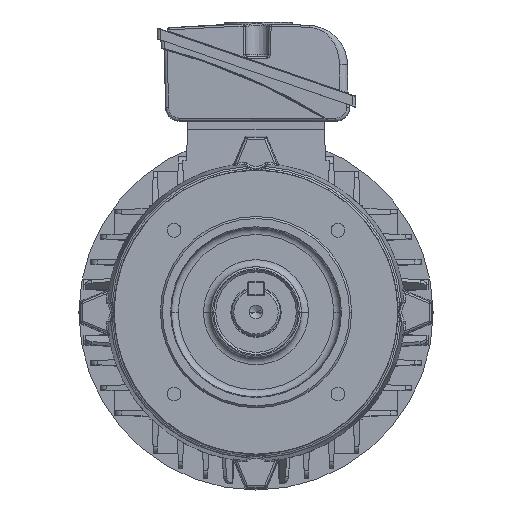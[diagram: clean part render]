
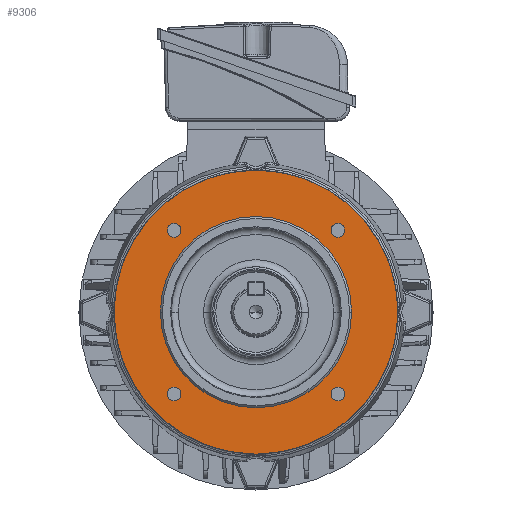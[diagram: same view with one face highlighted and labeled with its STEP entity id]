
A CAD part, top view. The second image highlights one B-rep face of the part: STEP entity #9306.
In plain terms, the highlighted planar face has unit normal (0, 0, 1).
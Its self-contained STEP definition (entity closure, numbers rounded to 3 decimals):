
#608 = CIRCLE ( 'NONE', #45624, 3.4 ) ;
#624 = DIRECTION ( 'NONE',  ( 0., 0., 1. ) ) ;
#794 = ORIENTED_EDGE ( 'NONE', *, *, #18295, .T. ) ;
#1317 = AXIS2_PLACEMENT_3D ( 'NONE', #25107, #41978, #4151 ) ;
#1574 = VERTEX_POINT ( 'NONE', #41861 ) ;
#3195 = CARTESIAN_POINT ( 'NONE',  ( 40.659, 40.659, 7.1 ) ) ;
#4151 = DIRECTION ( 'NONE',  ( 1., 0., 0. ) ) ;
#4186 = AXIS2_PLACEMENT_3D ( 'NONE', #13777, #46365, #51032 ) ;
#5371 = DIRECTION ( 'NONE',  ( 0., 0., 1. ) ) ;
#5691 = EDGE_CURVE ( 'NONE', #15636, #44730, #21980, .T. ) ;
#6125 = DIRECTION ( 'NONE',  ( 1., 0., 0. ) ) ;
#6392 = CARTESIAN_POINT ( 'NONE',  ( -40.659, -40.659, 7.1 ) ) ;
#6414 = CARTESIAN_POINT ( 'NONE',  ( 0., 0., 7.1 ) ) ;
#7023 = EDGE_CURVE ( 'NONE', #37903, #28273, #7070, .T. ) ;
#7070 = CIRCLE ( 'NONE', #28240, 70.526 ) ;
#7135 = AXIS2_PLACEMENT_3D ( 'NONE', #43208, #5371, #10310 ) ;
#7460 = CARTESIAN_POINT ( 'NONE',  ( -44.059, -40.659, 7.1 ) ) ;
#7957 = CARTESIAN_POINT ( 'NONE',  ( 0., 0., 7.1 ) ) ;
#8385 = CARTESIAN_POINT ( 'NONE',  ( 0., 80., 7.1 ) ) ;
#8668 = PLANE ( 'NONE',  #27363 ) ;
#9227 = CARTESIAN_POINT ( 'NONE',  ( 70.526, 0., 7.1 ) ) ;
#9306 = ADVANCED_FACE ( 'NONE', ( #25215, #17241, #41553, #13111, #16960, #46507 ), #8668, .T. ) ;
#9825 = DIRECTION ( 'NONE',  ( 0., 0., 1. ) ) ;
#10299 = EDGE_LOOP ( 'NONE', ( #19988, #43135 ) ) ;
#10310 = DIRECTION ( 'NONE',  ( 1., 0., 0. ) ) ;
#10427 = EDGE_CURVE ( 'NONE', #25094, #23801, #22988, .T. ) ;
#11106 = EDGE_CURVE ( 'NONE', #1574, #47885, #22171, .T. ) ;
#11224 = EDGE_LOOP ( 'NONE', ( #50543, #17869 ) ) ;
#12868 = DIRECTION ( 'NONE',  ( 0., 0., 1. ) ) ;
#13111 = FACE_BOUND ( 'NONE', #10299, .T. ) ;
#13287 = VERTEX_POINT ( 'NONE', #39502 ) ;
#13617 = ORIENTED_EDGE ( 'NONE', *, *, #28041, .F. ) ;
#13777 = CARTESIAN_POINT ( 'NONE',  ( -40.659, 40.659, 7.1 ) ) ;
#14563 = CIRCLE ( 'NONE', #28646, 3.4 ) ;
#14688 = CARTESIAN_POINT ( 'NONE',  ( 40.659, -40.659, 7.1 ) ) ;
#15576 = VERTEX_POINT ( 'NONE', #49462 ) ;
#15636 = VERTEX_POINT ( 'NONE', #54407 ) ;
#15644 = DIRECTION ( 'NONE',  ( 0., 0., 1. ) ) ;
#15906 = EDGE_LOOP ( 'NONE', ( #43278, #37725 ) ) ;
#16960 = FACE_BOUND ( 'NONE', #15906, .T. ) ;
#17241 = FACE_BOUND ( 'NONE', #33856, .T. ) ;
#17472 = DIRECTION ( 'NONE',  ( 1., 0., 0. ) ) ;
#17869 = ORIENTED_EDGE ( 'NONE', *, *, #48755, .F. ) ;
#18295 = EDGE_CURVE ( 'NONE', #28273, #37903, #35456, .T. ) ;
#18380 = DIRECTION ( 'NONE',  ( 1., 0., 0. ) ) ;
#19331 = AXIS2_PLACEMENT_3D ( 'NONE', #3195, #15644, #45173 ) ;
#19563 = DIRECTION ( 'NONE',  ( 1., 0., 0. ) ) ;
#19988 = ORIENTED_EDGE ( 'NONE', *, *, #48791, .F. ) ;
#20069 = CARTESIAN_POINT ( 'NONE',  ( -70.526, 0., 7.1 ) ) ;
#20805 = DIRECTION ( 'NONE',  ( 1., 0., 0. ) ) ;
#21980 = CIRCLE ( 'NONE', #19331, 3.4 ) ;
#22171 = CIRCLE ( 'NONE', #53010, 3.4 ) ;
#22946 = DIRECTION ( 'NONE',  ( 1., 0., 0. ) ) ;
#22988 = CIRCLE ( 'NONE', #7135, 47.5 ) ;
#23234 = DIRECTION ( 'NONE',  ( 0., 0., 1. ) ) ;
#23801 = VERTEX_POINT ( 'NONE', #36888 ) ;
#25094 = VERTEX_POINT ( 'NONE', #30197 ) ;
#25107 = CARTESIAN_POINT ( 'NONE',  ( 40.659, 40.659, 7.1 ) ) ;
#25135 = CIRCLE ( 'NONE', #38378, 3.4 ) ;
#25215 = FACE_BOUND ( 'NONE', #32185, .T. ) ;
#25329 = VERTEX_POINT ( 'NONE', #26567 ) ;
#25930 = EDGE_LOOP ( 'NONE', ( #794, #42388 ) ) ;
#26391 = DIRECTION ( 'NONE',  ( 1., 0., 0. ) ) ;
#26567 = CARTESIAN_POINT ( 'NONE',  ( 37.259, -40.659, 7.1 ) ) ;
#26904 = CARTESIAN_POINT ( 'NONE',  ( -40.659, 40.659, 7.1 ) ) ;
#27363 = AXIS2_PLACEMENT_3D ( 'NONE', #8385, #32985, #20805 ) ;
#27610 = EDGE_CURVE ( 'NONE', #25329, #15576, #608, .T. ) ;
#28041 = EDGE_CURVE ( 'NONE', #13287, #34629, #33270, .T. ) ;
#28240 = AXIS2_PLACEMENT_3D ( 'NONE', #34409, #34671, #51754 ) ;
#28273 = VERTEX_POINT ( 'NONE', #20069 ) ;
#28646 = AXIS2_PLACEMENT_3D ( 'NONE', #14688, #31516, #22946 ) ;
#29997 = EDGE_CURVE ( 'NONE', #34629, #13287, #45746, .T. ) ;
#30166 = ORIENTED_EDGE ( 'NONE', *, *, #5691, .F. ) ;
#30197 = CARTESIAN_POINT ( 'NONE',  ( 47.5, 0., 7.1 ) ) ;
#31516 = DIRECTION ( 'NONE',  ( 0., 0., 1. ) ) ;
#31635 = CARTESIAN_POINT ( 'NONE',  ( -40.659, -40.659, 7.1 ) ) ;
#32185 = EDGE_LOOP ( 'NONE', ( #13617, #39076 ) ) ;
#32816 = AXIS2_PLACEMENT_3D ( 'NONE', #6414, #23234, #40108 ) ;
#32985 = DIRECTION ( 'NONE',  ( 0., 0., 1. ) ) ;
#33270 = CIRCLE ( 'NONE', #4186, 3.4 ) ;
#33856 = EDGE_LOOP ( 'NONE', ( #30166, #46520 ) ) ;
#34409 = CARTESIAN_POINT ( 'NONE',  ( 0., 0., 7.1 ) ) ;
#34629 = VERTEX_POINT ( 'NONE', #40295 ) ;
#34671 = DIRECTION ( 'NONE',  ( 0., 0., 1. ) ) ;
#35456 = CIRCLE ( 'NONE', #32816, 70.526 ) ;
#35935 = AXIS2_PLACEMENT_3D ( 'NONE', #7957, #37243, #19563 ) ;
#36859 = CIRCLE ( 'NONE', #35935, 47.5 ) ;
#36888 = CARTESIAN_POINT ( 'NONE',  ( -47.5, 0., 7.1 ) ) ;
#37243 = DIRECTION ( 'NONE',  ( 0., 0., 1. ) ) ;
#37725 = ORIENTED_EDGE ( 'NONE', *, *, #52114, .F. ) ;
#37903 = VERTEX_POINT ( 'NONE', #9227 ) ;
#38378 = AXIS2_PLACEMENT_3D ( 'NONE', #6392, #12868, #6125 ) ;
#38467 = CARTESIAN_POINT ( 'NONE',  ( 40.659, -40.659, 7.1 ) ) ;
#39076 = ORIENTED_EDGE ( 'NONE', *, *, #29997, .F. ) ;
#39502 = CARTESIAN_POINT ( 'NONE',  ( -37.259, 40.659, 7.1 ) ) ;
#40108 = DIRECTION ( 'NONE',  ( 1., 0., 0. ) ) ;
#40295 = CARTESIAN_POINT ( 'NONE',  ( -44.059, 40.659, 7.1 ) ) ;
#40322 = AXIS2_PLACEMENT_3D ( 'NONE', #26904, #9825, #18380 ) ;
#41553 = FACE_BOUND ( 'NONE', #11224, .T. ) ;
#41861 = CARTESIAN_POINT ( 'NONE',  ( -37.259, -40.659, 7.1 ) ) ;
#41978 = DIRECTION ( 'NONE',  ( 0., 0., 1. ) ) ;
#42388 = ORIENTED_EDGE ( 'NONE', *, *, #7023, .T. ) ;
#43135 = ORIENTED_EDGE ( 'NONE', *, *, #27610, .F. ) ;
#43208 = CARTESIAN_POINT ( 'NONE',  ( 0., 0., 7.1 ) ) ;
#43268 = DIRECTION ( 'NONE',  ( 0., 0., 1. ) ) ;
#43278 = ORIENTED_EDGE ( 'NONE', *, *, #10427, .F. ) ;
#43555 = CARTESIAN_POINT ( 'NONE',  ( 37.259, 40.659, 7.1 ) ) ;
#44730 = VERTEX_POINT ( 'NONE', #43555 ) ;
#45173 = DIRECTION ( 'NONE',  ( 1., 0., 0. ) ) ;
#45624 = AXIS2_PLACEMENT_3D ( 'NONE', #38467, #624, #17472 ) ;
#45746 = CIRCLE ( 'NONE', #40322, 3.4 ) ;
#46365 = DIRECTION ( 'NONE',  ( 0., 0., 1. ) ) ;
#46507 = FACE_OUTER_BOUND ( 'NONE', #25930, .T. ) ;
#46520 = ORIENTED_EDGE ( 'NONE', *, *, #48029, .F. ) ;
#47885 = VERTEX_POINT ( 'NONE', #7460 ) ;
#48029 = EDGE_CURVE ( 'NONE', #44730, #15636, #53320, .T. ) ;
#48755 = EDGE_CURVE ( 'NONE', #47885, #1574, #25135, .T. ) ;
#48791 = EDGE_CURVE ( 'NONE', #15576, #25329, #14563, .T. ) ;
#49462 = CARTESIAN_POINT ( 'NONE',  ( 44.059, -40.659, 7.1 ) ) ;
#50543 = ORIENTED_EDGE ( 'NONE', *, *, #11106, .F. ) ;
#51032 = DIRECTION ( 'NONE',  ( 1., 0., 0. ) ) ;
#51754 = DIRECTION ( 'NONE',  ( 1., 0., 0. ) ) ;
#52114 = EDGE_CURVE ( 'NONE', #23801, #25094, #36859, .T. ) ;
#53010 = AXIS2_PLACEMENT_3D ( 'NONE', #31635, #43268, #26391 ) ;
#53320 = CIRCLE ( 'NONE', #1317, 3.4 ) ;
#54407 = CARTESIAN_POINT ( 'NONE',  ( 44.059, 40.659, 7.1 ) ) ;
